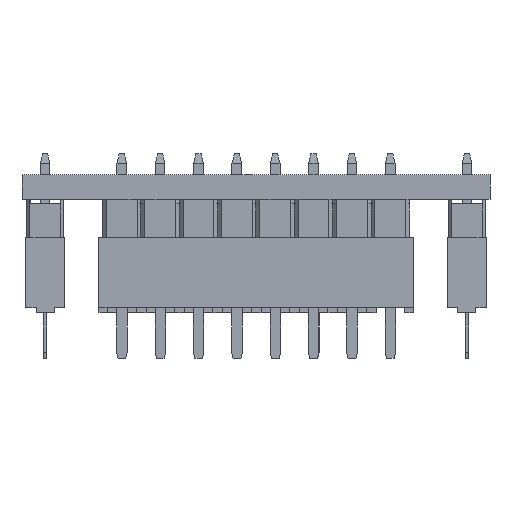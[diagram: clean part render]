
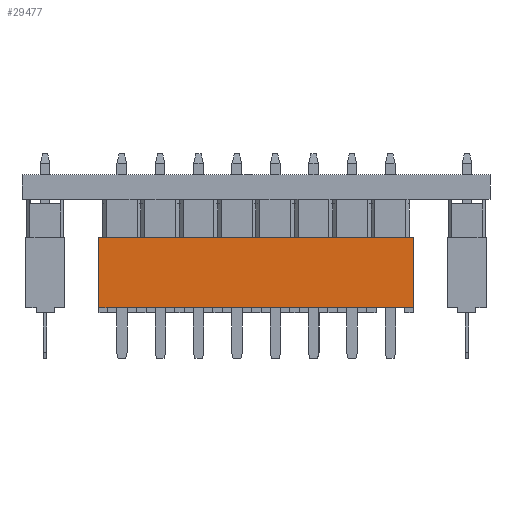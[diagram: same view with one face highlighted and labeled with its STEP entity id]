
A CAD part, front view. The second image highlights one B-rep face of the part: STEP entity #29477.
In plain terms, the highlighted planar face has unit normal (0, -1, 0).
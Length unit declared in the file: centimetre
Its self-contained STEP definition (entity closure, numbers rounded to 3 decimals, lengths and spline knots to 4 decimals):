
#513=FACE_OUTER_BOUND('',#2185,.T.);
#2185=EDGE_LOOP('',(#19841,#19842,#19843,#19844));
#4225=LINE('',#40795,#8438);
#4313=LINE('',#40973,#8526);
#4355=LINE('',#41057,#8568);
#4360=LINE('',#41065,#8573);
#8438=VECTOR('',#33182,0.1);
#8526=VECTOR('',#33272,0.1);
#8568=VECTOR('',#33318,0.1);
#8573=VECTOR('',#33325,0.1);
#12564=VERTEX_POINT('',#40788);
#12567=VERTEX_POINT('',#40793);
#12655=VERTEX_POINT('',#40970);
#12656=VERTEX_POINT('',#40972);
#15266=EDGE_CURVE('',#12567,#12564,#4225,.T.);
#15354=EDGE_CURVE('',#12656,#12655,#4313,.T.);
#15396=EDGE_CURVE('',#12655,#12564,#4355,.T.);
#15401=EDGE_CURVE('',#12656,#12567,#4360,.T.);
#19841=ORIENTED_EDGE('',*,*,#15266,.F.);
#19842=ORIENTED_EDGE('',*,*,#15401,.F.);
#19843=ORIENTED_EDGE('',*,*,#15354,.T.);
#19844=ORIENTED_EDGE('',*,*,#15396,.T.);
#27828=PLANE('',#31136);
#29477=ADVANCED_FACE('',(#513),#27828,.T.);
#31136=AXIS2_PLACEMENT_3D('',#41064,#33323,#33324);
#33182=DIRECTION('',(1.,0.,0.));
#33272=DIRECTION('',(1.,0.,0.));
#33318=DIRECTION('',(0.,0.,1.));
#33323=DIRECTION('center_axis',(0.,-1.,0.));
#33324=DIRECTION('ref_axis',(1.,0.,0.));
#33325=DIRECTION('',(0.,0.,1.));
#40788=CARTESIAN_POINT('',(1.042,-1.524,0.5));
#40793=CARTESIAN_POINT('',(-1.04,-1.524,0.5));
#40795=CARTESIAN_POINT('',(-1.04,-1.524,0.5));
#40970=CARTESIAN_POINT('',(1.042,-1.524,0.035));
#40972=CARTESIAN_POINT('',(-1.04,-1.524,0.035));
#40973=CARTESIAN_POINT('',(-1.04,-1.524,0.035));
#41057=CARTESIAN_POINT('',(1.042,-1.524,0.035));
#41064=CARTESIAN_POINT('Origin',(-1.04,-1.524,0.035));
#41065=CARTESIAN_POINT('',(-1.04,-1.524,0.035));
